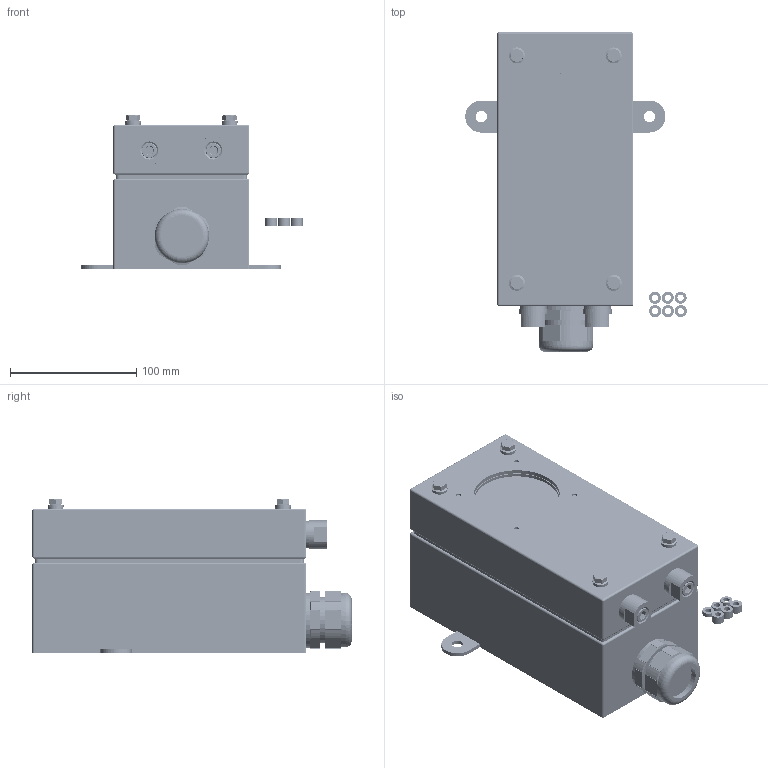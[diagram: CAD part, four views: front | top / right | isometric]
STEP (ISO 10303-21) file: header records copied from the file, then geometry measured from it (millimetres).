
FILE_DESCRIPTION (( 'STEP AP203' ), '1' );
FILE_NAME ('L7-EM.STEP', '2022-02-15T13:19:19', ( '' ), ( '' ), 'SwSTEP 2.0', 'SolidWorks 2021', '' );
FILE_SCHEMA (( 'CONFIG_CONTROL_DESIGN' ));
Length unit declared in the file: inch
Products named in the file (28): 94639A453_94639A453; 200309; 201215; 94639A447_94639A447; PG11-S01; PG29-01-01-01-03; 92125A186_92125A186; 400200; 200425; 400101; 800009; SP-M6-1; 93625A200; 201214; PG11-N03; RSC62200; 200426; PG29-B01; PG29-I01; L7-EM; 4452K542_4452K542; 800002_DEFAULT; 93635A238_93635A238; 500304; 201228; 800003_DEFAULT; PG29-N03; PG29-S01
Assembly tree (58 placements, depth 3):
  L7-EM
    201214
      201215
      SP-M6-1  x4
      800003_DEFAULT  x3
    201228
    200426
      200425
      800002_DEFAULT  x4
    400101
    200309
    400200
    500304
    PG29-01-01-01-03
      PG29-B01
      PG29-I01
      PG29-S01
      PG29-N03
    PG11-S01  x2
    800009  x2
    PG11-N03  x2
    4452K542_4452K542  x2
    92125A186_92125A186  x4
    RSC62200  x4
    93635A238_93635A238  x4
    93625A200  x7
    94639A453_94639A453  x3
    94639A447_94639A447  x3
Bounding box: 175.63 x 253.17 x 121.54 mm (x, y, z)
Volume: 439906.9 mm3; surface area: 383331 mm2
Topology: 77 solids, 77 shells, 2832 faces, 7305 edges, 4686 vertices
Faces by surface type: cylinder 1459, plane 686, cone 478, bspline 178, torus 19, sphere 12
Entity records: 90268 total; most frequent: CARTESIAN_POINT 60471, ORIENTED_EDGE 5798, DIRECTION 5003, EDGE_CURVE 2899, AXIS2_PLACEMENT_3D 1898, VERTEX_POINT 1850, EDGE_LOOP 1283, LINE 1207
